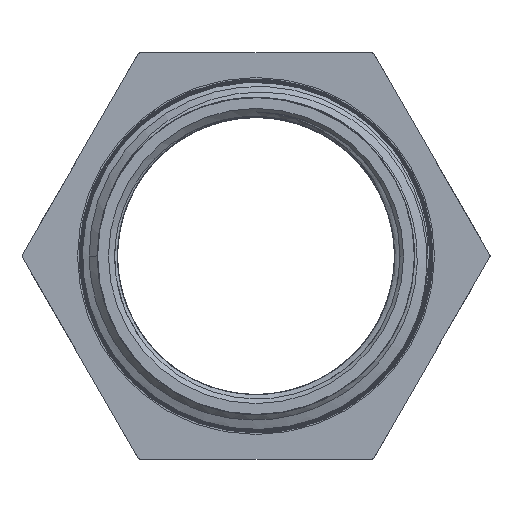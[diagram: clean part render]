
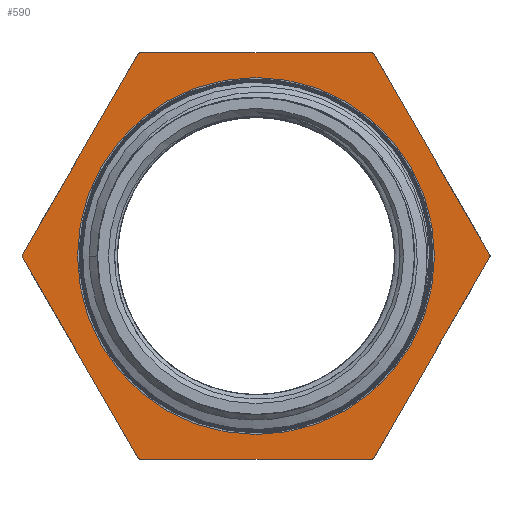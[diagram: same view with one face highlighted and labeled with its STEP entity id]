
A CAD part, left-side view. The second image highlights one B-rep face of the part: STEP entity #590.
In plain terms, the highlighted planar face has unit normal (-1, 0, 0).
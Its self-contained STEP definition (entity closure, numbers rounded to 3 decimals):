
#26=LINE('',#8405,#44);
#30=LINE('',#8430,#48);
#33=LINE('',#8445,#51);
#36=LINE('',#8460,#54);
#39=LINE('',#8475,#57);
#42=LINE('',#8490,#60);
#44=VECTOR('',#703,10.);
#48=VECTOR('',#709,10.);
#51=VECTOR('',#714,10.);
#54=VECTOR('',#719,10.);
#57=VECTOR('',#724,10.);
#60=VECTOR('',#729,10.);
#68=PLANE('',#653);
#92=FACE_BOUND('',#183,.T.);
#144=FACE_OUTER_BOUND('',#182,.T.);
#182=EDGE_LOOP('',(#478,#479,#480,#481,#482,#483,#484,#485,#486,#487,#488,
#489));
#183=EDGE_LOOP('',(#490));
#213=CIRCLE('',#644,32.5);
#214=CIRCLE('',#646,32.5);
#215=CIRCLE('',#648,32.5);
#216=CIRCLE('',#650,32.5);
#217=CIRCLE('',#652,32.5);
#218=CIRCLE('',#654,32.5);
#219=CIRCLE('',#655,24.79);
#244=VERTEX_POINT('',#8403);
#245=VERTEX_POINT('',#8404);
#252=VERTEX_POINT('',#8427);
#253=VERTEX_POINT('',#8429);
#257=VERTEX_POINT('',#8442);
#258=VERTEX_POINT('',#8444);
#262=VERTEX_POINT('',#8457);
#263=VERTEX_POINT('',#8459);
#267=VERTEX_POINT('',#8472);
#268=VERTEX_POINT('',#8474);
#272=VERTEX_POINT('',#8487);
#273=VERTEX_POINT('',#8489);
#274=VERTEX_POINT('',#8519);
#306=EDGE_CURVE('',#244,#245,#26,.T.);
#314=EDGE_CURVE('',#253,#252,#30,.T.);
#319=EDGE_CURVE('',#258,#257,#33,.T.);
#324=EDGE_CURVE('',#263,#262,#36,.T.);
#329=EDGE_CURVE('',#268,#267,#39,.T.);
#334=EDGE_CURVE('',#273,#272,#42,.T.);
#346=EDGE_CURVE('',#273,#262,#213,.T.);
#347=EDGE_CURVE('',#263,#257,#214,.T.);
#348=EDGE_CURVE('',#258,#245,#215,.T.);
#349=EDGE_CURVE('',#268,#252,#216,.T.);
#350=EDGE_CURVE('',#253,#272,#217,.T.);
#351=EDGE_CURVE('',#244,#267,#218,.T.);
#352=EDGE_CURVE('',#274,#274,#219,.T.);
#478=ORIENTED_EDGE('',*,*,#306,.T.);
#479=ORIENTED_EDGE('',*,*,#348,.F.);
#480=ORIENTED_EDGE('',*,*,#319,.T.);
#481=ORIENTED_EDGE('',*,*,#347,.F.);
#482=ORIENTED_EDGE('',*,*,#324,.T.);
#483=ORIENTED_EDGE('',*,*,#346,.F.);
#484=ORIENTED_EDGE('',*,*,#334,.T.);
#485=ORIENTED_EDGE('',*,*,#350,.F.);
#486=ORIENTED_EDGE('',*,*,#314,.T.);
#487=ORIENTED_EDGE('',*,*,#349,.F.);
#488=ORIENTED_EDGE('',*,*,#329,.T.);
#489=ORIENTED_EDGE('',*,*,#351,.F.);
#490=ORIENTED_EDGE('',*,*,#352,.T.);
#590=ADVANCED_FACE('',(#144,#92),#68,.T.);
#644=AXIS2_PLACEMENT_3D('',#8508,#763,#764);
#646=AXIS2_PLACEMENT_3D('',#8510,#767,#768);
#648=AXIS2_PLACEMENT_3D('',#8512,#771,#772);
#650=AXIS2_PLACEMENT_3D('',#8514,#775,#776);
#652=AXIS2_PLACEMENT_3D('',#8516,#779,#780);
#653=AXIS2_PLACEMENT_3D('',#8517,#781,#782);
#654=AXIS2_PLACEMENT_3D('',#8518,#783,#784);
#655=AXIS2_PLACEMENT_3D('',#8520,#785,#786);
#703=DIRECTION('',(0.,0.5,-0.866));
#709=DIRECTION('',(0.,0.5,0.866));
#714=DIRECTION('',(0.,-0.5,-0.866));
#719=DIRECTION('',(0.,-1.,0.));
#724=DIRECTION('',(0.,1.,0.));
#729=DIRECTION('',(0.,-0.5,0.866));
#763=DIRECTION('center_axis',(1.,0.,0.));
#764=DIRECTION('ref_axis',(0.,0.,-1.));
#767=DIRECTION('center_axis',(1.,0.,0.));
#768=DIRECTION('ref_axis',(0.,0.,-1.));
#771=DIRECTION('center_axis',(1.,0.,0.));
#772=DIRECTION('ref_axis',(0.,0.,-1.));
#775=DIRECTION('center_axis',(1.,0.,0.));
#776=DIRECTION('ref_axis',(0.,0.,-1.));
#779=DIRECTION('center_axis',(1.,0.,0.));
#780=DIRECTION('ref_axis',(0.,0.,-1.));
#781=DIRECTION('center_axis',(-1.,0.,0.));
#782=DIRECTION('ref_axis',(0.,0.,1.));
#783=DIRECTION('center_axis',(1.,0.,0.));
#784=DIRECTION('ref_axis',(0.,0.,-1.));
#785=DIRECTION('center_axis',(1.,0.,0.));
#786=DIRECTION('ref_axis',(0.,0.,-1.));
#8403=CARTESIAN_POINT('',(-6.22,16.344,28.091));
#8404=CARTESIAN_POINT('',(-6.22,32.5,0.109));
#8405=CARTESIAN_POINT('',(-6.22,32.523,0.068));
#8427=CARTESIAN_POINT('',(-6.22,-16.344,28.091));
#8429=CARTESIAN_POINT('',(-6.22,-32.5,0.109));
#8430=CARTESIAN_POINT('',(-6.22,-16.32,28.132));
#8442=CARTESIAN_POINT('',(-6.22,16.344,-28.091));
#8444=CARTESIAN_POINT('',(-6.22,32.5,-0.109));
#8445=CARTESIAN_POINT('',(-6.22,24.445,-14.059));
#8457=CARTESIAN_POINT('',(-6.22,-16.156,-28.2));
#8459=CARTESIAN_POINT('',(-6.22,16.156,-28.2));
#8460=CARTESIAN_POINT('',(-6.22,8.172,-28.2));
#8472=CARTESIAN_POINT('',(-6.22,16.156,28.2));
#8474=CARTESIAN_POINT('',(-6.22,-16.156,28.2));
#8475=CARTESIAN_POINT('',(-6.22,24.328,28.2));
#8487=CARTESIAN_POINT('',(-6.22,-32.5,-0.109));
#8489=CARTESIAN_POINT('',(-6.22,-16.344,-28.091));
#8490=CARTESIAN_POINT('',(-6.22,-24.398,-14.141));
#8508=CARTESIAN_POINT('Origin',(-6.22,0.,0.));
#8510=CARTESIAN_POINT('Origin',(-6.22,0.,0.));
#8512=CARTESIAN_POINT('Origin',(-6.22,0.,0.));
#8514=CARTESIAN_POINT('Origin',(-6.22,0.,0.));
#8516=CARTESIAN_POINT('Origin',(-6.22,0.,0.));
#8517=CARTESIAN_POINT('Origin',(-6.22,32.5,0.));
#8518=CARTESIAN_POINT('Origin',(-6.22,0.,0.));
#8519=CARTESIAN_POINT('',(-6.22,24.79,0.));
#8520=CARTESIAN_POINT('Origin',(-6.22,0.,0.));
